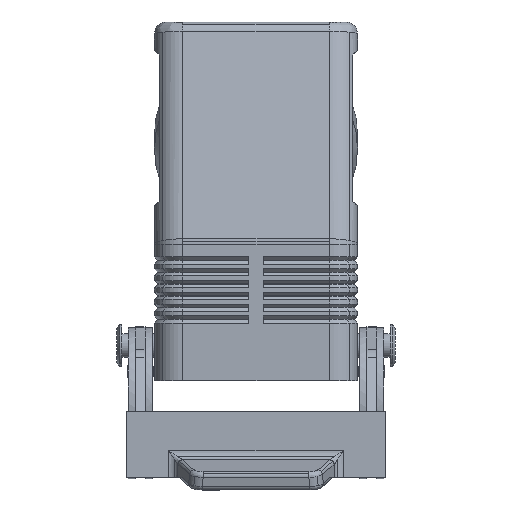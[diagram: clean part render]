
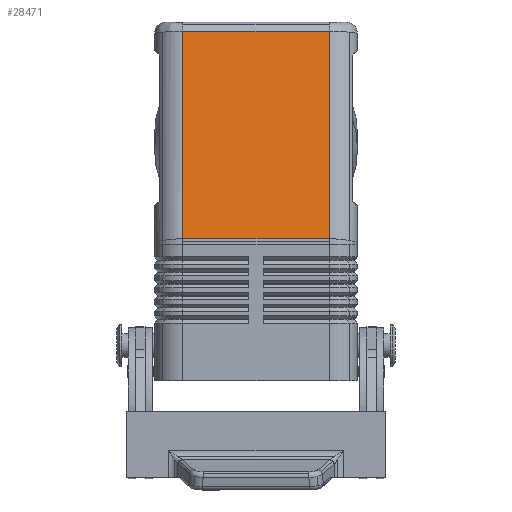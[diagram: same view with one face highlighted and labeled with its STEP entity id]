
A CAD part, left-side view. The second image highlights one B-rep face of the part: STEP entity #28471.
In plain terms, the highlighted planar face has unit normal (-0.98, 0, 0.2).
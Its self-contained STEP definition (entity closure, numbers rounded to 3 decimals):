
#1786=CARTESIAN_POINT('',(-59.879,-15.5,30.094));
#1787=VERTEX_POINT('',#1786);
#1795=CARTESIAN_POINT('',(-59.879,15.5,30.094));
#1796=VERTEX_POINT('',#1795);
#1797=CARTESIAN_POINT('',(-59.879,-15.5,30.094));
#1798=DIRECTION('',(0.0,1.0,0.0));
#1799=VECTOR('',#1798,31.);
#1800=LINE('',#1797,#1799);
#1801=EDGE_CURVE('',#1787,#1796,#1800,.T.);
#28011=CARTESIAN_POINT('',(-50.909,-15.5,74.));
#28012=VERTEX_POINT('',#28011);
#28020=CARTESIAN_POINT('',(-50.909,-15.5,74.));
#28021=DIRECTION('',(-0.2,0.0,-0.98));
#28022=VECTOR('',#28021,44.813);
#28023=LINE('',#28020,#28022);
#28024=EDGE_CURVE('',#28012,#1787,#28023,.T.);
#28448=CARTESIAN_POINT('',(-50.5,0.0,76.0));
#28449=DIRECTION('',(-0.98,0.0,0.2));
#28450=DIRECTION('',(0.2,0.0,0.98));
#28451=AXIS2_PLACEMENT_3D('',#28448,#28449,#28450);
#28452=PLANE('',#28451);
#28453=ORIENTED_EDGE('',*,*,#28024,.F.);
#28454=CARTESIAN_POINT('',(-50.909,15.5,74.));
#28455=VERTEX_POINT('',#28454);
#28456=CARTESIAN_POINT('',(-50.909,15.5,74.));
#28457=DIRECTION('',(0.0,-1.0,0.0));
#28458=VECTOR('',#28457,31.);
#28459=LINE('',#28456,#28458);
#28460=EDGE_CURVE('',#28455,#28012,#28459,.T.);
#28461=ORIENTED_EDGE('',*,*,#28460,.F.);
#28462=CARTESIAN_POINT('',(-59.879,15.5,30.094));
#28463=DIRECTION('',(0.2,0.0,0.98));
#28464=VECTOR('',#28463,44.813);
#28465=LINE('',#28462,#28464);
#28466=EDGE_CURVE('',#1796,#28455,#28465,.T.);
#28467=ORIENTED_EDGE('',*,*,#28466,.F.);
#28468=ORIENTED_EDGE('',*,*,#1801,.F.);
#28469=EDGE_LOOP('',(#28453,#28461,#28467,#28468));
#28470=FACE_OUTER_BOUND('',#28469,.T.);
#28471=ADVANCED_FACE('',(#28470),#28452,.T.);
